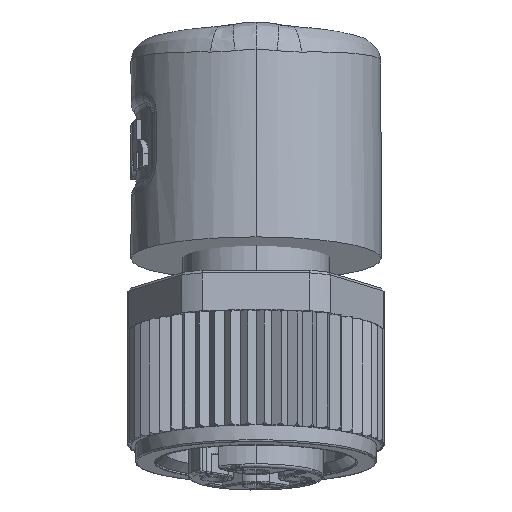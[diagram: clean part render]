
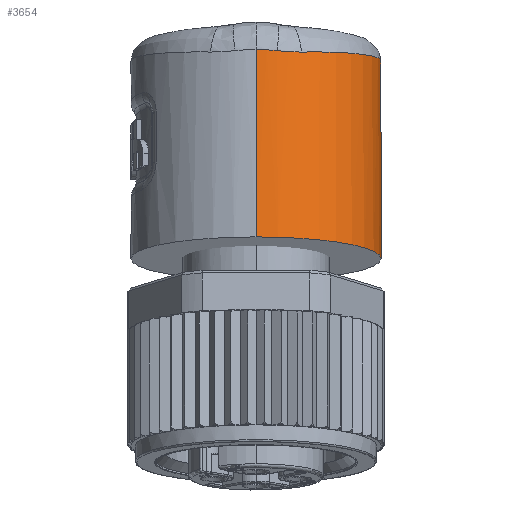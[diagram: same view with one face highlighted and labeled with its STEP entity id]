
A CAD part, front view. The second image highlights one B-rep face of the part: STEP entity #3654.
In plain terms, the highlighted cylindrical face has radius 7.5 mm (diameter 15 mm), a partial arc.
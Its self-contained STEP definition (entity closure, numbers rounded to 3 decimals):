
#3654=ADVANCED_FACE('',(#7316),#7317,.T.);
#7316=FACE_OUTER_BOUND('',#23309,.T.);
#7317=CYLINDRICAL_SURFACE('',#23310,7.5);
#23309=EDGE_LOOP('',(#35127,#35128,#35129,#35130,#35131,#35132,#35133,#35134,#35135,#35136,#35137));
#23310=AXIS2_PLACEMENT_3D('',#35138,#35139,#35140);
#35127=ORIENTED_EDGE('',*,*,#39436,.F.);
#35128=ORIENTED_EDGE('',*,*,#39440,.F.);
#35129=ORIENTED_EDGE('',*,*,#39577,.F.);
#35130=ORIENTED_EDGE('',*,*,#39578,.F.);
#35131=ORIENTED_EDGE('',*,*,#39579,.F.);
#35132=ORIENTED_EDGE('',*,*,#39442,.F.);
#35133=ORIENTED_EDGE('',*,*,#39432,.F.);
#35134=ORIENTED_EDGE('',*,*,#39580,.F.);
#35135=ORIENTED_EDGE('',*,*,#39487,.T.);
#35136=ORIENTED_EDGE('',*,*,#39581,.T.);
#35137=ORIENTED_EDGE('',*,*,#39429,.F.);
#35138=CARTESIAN_POINT('',(0.0,6.646,-7.682));
#35139=DIRECTION('',(0.0,-0.174,-0.985));
#35140=DIRECTION('',(0.0,-0.985,0.174));
#39429=EDGE_CURVE('',#45310,#45306,#45312,.T.);
#39432=EDGE_CURVE('',#45314,#45316,#45317,.T.);
#39436=EDGE_CURVE('',#45320,#45310,#45322,.T.);
#39440=EDGE_CURVE('',#45326,#45320,#45328,.T.);
#39442=EDGE_CURVE('',#45316,#45330,#45331,.T.);
#39487=EDGE_CURVE('',#45391,#45390,#45393,.T.);
#39577=EDGE_CURVE('',#45519,#45326,#45520,.T.);
#39578=EDGE_CURVE('',#45521,#45519,#45522,.T.);
#39579=EDGE_CURVE('',#45330,#45521,#45523,.T.);
#39580=EDGE_CURVE('',#45391,#45314,#45524,.T.);
#39581=EDGE_CURVE('',#45390,#45306,#45525,.T.);
#45306=VERTEX_POINT('',#57070);
#45310=VERTEX_POINT('',#57098);
#45312=B_SPLINE_CURVE_WITH_KNOTS('',3,(#57104,#57105,#57106,#57107,#57108,#57109,#57110,#57111,#57112,#57113,#57114,#57115,#57116,#57117,#57118,#57119,#57120,#57121,#57122,#57123,#57124,#57125),.UNSPECIFIED.,.F.,.F.,(4,1,1,1,1,1,1,1,1,1,1,1,1,1,1,1,1,1,1,4),(0.0,0.053,0.105,0.158,0.211,0.263,0.316,0.368,0.421,0.474,0.526,0.579,0.632,0.684,0.737,0.789,0.842,0.895,0.947,1.0),.UNSPECIFIED.);
#45314=VERTEX_POINT('',#57127);
#45316=VERTEX_POINT('',#57135);
#45317=B_SPLINE_CURVE_WITH_KNOTS('',3,(#57136,#57137,#57138,#57139,#57140,#57141,#57142,#57143),.UNSPECIFIED.,.F.,.F.,(4,1,1,1,1,4),(0.0,0.203,0.406,0.606,0.804,1.0),.UNSPECIFIED.);
#45320=VERTEX_POINT('',#57152);
#45322=B_SPLINE_CURVE_WITH_KNOTS('',3,(#57157,#57158,#57159,#57160,#57161,#57162),.UNSPECIFIED.,.F.,.F.,(4,1,1,4),(0.0,0.333,0.667,1.0),.UNSPECIFIED.);
#45326=VERTEX_POINT('',#57171);
#45328=B_SPLINE_CURVE_WITH_KNOTS('',3,(#57176,#57177,#57178,#57179,#57180,#57181),.UNSPECIFIED.,.F.,.F.,(4,1,1,4),(0.0,0.333,0.667,1.0),.UNSPECIFIED.);
#45330=VERTEX_POINT('',#57183);
#45331=B_SPLINE_CURVE_WITH_KNOTS('',3,(#57184,#57185,#57186,#57187,#57188,#57189),.UNSPECIFIED.,.F.,.F.,(4,1,1,4),(0.0,0.333,0.667,1.0),.UNSPECIFIED.);
#45390=VERTEX_POINT('',#57378);
#45391=VERTEX_POINT('',#57379);
#45393=CIRCLE('',#57381,7.5);
#45519=VERTEX_POINT('',#58092);
#45520=B_SPLINE_CURVE_WITH_KNOTS('',3,(#58093,#58094,#58095,#58096,#58097,#58098),.UNSPECIFIED.,.F.,.F.,(4,1,1,4),(0.0,0.333,0.667,1.0),.UNSPECIFIED.);
#45521=VERTEX_POINT('',#58099);
#45522=B_SPLINE_CURVE_WITH_KNOTS('',3,(#58100,#58101,#58102,#58103,#58104,#58105),.UNSPECIFIED.,.F.,.F.,(4,1,1,4),(0.0,0.333,0.667,1.0),.UNSPECIFIED.);
#45523=B_SPLINE_CURVE_WITH_KNOTS('',3,(#58106,#58107,#58108,#58109,#58110,#58111,#58112,#58113,#58114,#58115,#58116,#58117,#58118,#58119,#58120),.UNSPECIFIED.,.F.,.F.,(4,1,1,1,1,1,1,1,1,1,1,1,4),(0.0,0.083,0.167,0.25,0.333,0.417,0.5,0.583,0.667,0.75,0.833,0.917,1.0),.UNSPECIFIED.);
#45524=LINE('',#58121,#58122);
#45525=LINE('',#58123,#58124);
#57070=CARTESIAN_POINT('',(0.,14.348,-7.187));
#57098=CARTESIAN_POINT('',(6.536,11.568,-0.949));
#57104=CARTESIAN_POINT('',(6.536,11.568,-0.949));
#57105=CARTESIAN_POINT('',(6.52,11.574,-1.077));
#57106=CARTESIAN_POINT('',(6.481,11.598,-1.342));
#57107=CARTESIAN_POINT('',(6.394,11.67,-1.769));
#57108=CARTESIAN_POINT('',(6.273,11.784,-2.227));
#57109=CARTESIAN_POINT('',(6.109,11.942,-2.719));
#57110=CARTESIAN_POINT('',(5.893,12.145,-3.24));
#57111=CARTESIAN_POINT('',(5.622,12.382,-3.772));
#57112=CARTESIAN_POINT('',(5.296,12.642,-4.298));
#57113=CARTESIAN_POINT('',(4.928,12.904,-4.791));
#57114=CARTESIAN_POINT('',(4.528,13.155,-5.239));
#57115=CARTESIAN_POINT('',(4.105,13.387,-5.637));
#57116=CARTESIAN_POINT('',(3.667,13.595,-5.984));
#57117=CARTESIAN_POINT('',(3.219,13.777,-6.282));
#57118=CARTESIAN_POINT('',(2.764,13.934,-6.534));
#57119=CARTESIAN_POINT('',(2.305,14.064,-6.741));
#57120=CARTESIAN_POINT('',(1.844,14.169,-6.907));
#57121=CARTESIAN_POINT('',(1.381,14.25,-7.034));
#57122=CARTESIAN_POINT('',(0.918,14.307,-7.123));
#57123=CARTESIAN_POINT('',(0.457,14.341,-7.175));
#57124=CARTESIAN_POINT('',(0.152,14.348,-7.187));
#57125=CARTESIAN_POINT('',(0.,14.348,-7.187));
#57127=CARTESIAN_POINT('',(0.,1.239,4.847));
#57135=CARTESIAN_POINT('',(1.266,1.337,4.784));
#57136=CARTESIAN_POINT('',(0.,1.239,4.847));
#57137=CARTESIAN_POINT('',(0.086,1.239,4.847));
#57138=CARTESIAN_POINT('',(0.259,1.242,4.846));
#57139=CARTESIAN_POINT('',(0.516,1.254,4.839));
#57140=CARTESIAN_POINT('',(0.769,1.274,4.828));
#57141=CARTESIAN_POINT('',(1.019,1.302,4.81));
#57142=CARTESIAN_POINT('',(1.184,1.325,4.794));
#57143=CARTESIAN_POINT('',(1.266,1.337,4.784));
#57152=CARTESIAN_POINT('',(6.569,11.604,-0.401));
#57157=CARTESIAN_POINT('',(6.569,11.604,-0.401));
#57158=CARTESIAN_POINT('',(6.569,11.594,-0.458));
#57159=CARTESIAN_POINT('',(6.568,11.576,-0.576));
#57160=CARTESIAN_POINT('',(6.557,11.563,-0.758));
#57161=CARTESIAN_POINT('',(6.544,11.565,-0.885));
#57162=CARTESIAN_POINT('',(6.536,11.568,-0.949));
#57171=CARTESIAN_POINT('',(6.561,11.795,0.599));
#57176=CARTESIAN_POINT('',(6.561,11.795,0.599));
#57177=CARTESIAN_POINT('',(6.562,11.774,0.488));
#57178=CARTESIAN_POINT('',(6.564,11.732,0.266));
#57179=CARTESIAN_POINT('',(6.567,11.667,-0.067));
#57180=CARTESIAN_POINT('',(6.568,11.625,-0.29));
#57181=CARTESIAN_POINT('',(6.569,11.604,-0.401));
#57183=CARTESIAN_POINT('',(2.72,1.732,4.701));
#57184=CARTESIAN_POINT('',(1.266,1.337,4.784));
#57185=CARTESIAN_POINT('',(1.44,1.364,4.765));
#57186=CARTESIAN_POINT('',(1.781,1.43,4.731));
#57187=CARTESIAN_POINT('',(2.267,1.564,4.702));
#57188=CARTESIAN_POINT('',(2.572,1.673,4.699));
#57189=CARTESIAN_POINT('',(2.72,1.732,4.701));
#57378=CARTESIAN_POINT('',(0.,14.032,-8.984));
#57379=CARTESIAN_POINT('',(0.0,-0.741,-6.379));
#57381=AXIS2_PLACEMENT_3D('',#64312,#64313,#64314);
#58092=CARTESIAN_POINT('',(6.507,12.012,1.274));
#58093=CARTESIAN_POINT('',(6.507,12.012,1.274));
#58094=CARTESIAN_POINT('',(6.519,11.977,1.194));
#58095=CARTESIAN_POINT('',(6.539,11.913,1.038));
#58096=CARTESIAN_POINT('',(6.556,11.841,0.812));
#58097=CARTESIAN_POINT('',(6.561,11.808,0.669));
#58098=CARTESIAN_POINT('',(6.561,11.795,0.599));
#58099=CARTESIAN_POINT('',(5.818,13.425,3.511));
#58100=CARTESIAN_POINT('',(5.818,13.425,3.511));
#58101=CARTESIAN_POINT('',(5.945,13.22,3.248));
#58102=CARTESIAN_POINT('',(6.158,12.838,2.731));
#58103=CARTESIAN_POINT('',(6.378,12.363,1.986));
#58104=CARTESIAN_POINT('',(6.471,12.117,1.509));
#58105=CARTESIAN_POINT('',(6.507,12.012,1.274));
#58106=CARTESIAN_POINT('',(2.72,1.732,4.701));
#58107=CARTESIAN_POINT('',(3.086,1.877,4.707));
#58108=CARTESIAN_POINT('',(3.796,2.226,4.71));
#58109=CARTESIAN_POINT('',(4.763,2.904,4.689));
#58110=CARTESIAN_POINT('',(5.613,3.722,4.644));
#58111=CARTESIAN_POINT('',(6.321,4.651,4.577));
#58112=CARTESIAN_POINT('',(6.89,5.702,4.488));
#58113=CARTESIAN_POINT('',(7.282,6.819,4.381));
#58114=CARTESIAN_POINT('',(7.492,7.984,4.257));
#58115=CARTESIAN_POINT('',(7.52,9.138,4.124));
#58116=CARTESIAN_POINT('',(7.361,10.32,3.976));
#58117=CARTESIAN_POINT('',(7.019,11.445,3.823));
#58118=CARTESIAN_POINT('',(6.508,12.494,3.667));
#58119=CARTESIAN_POINT('',(6.063,13.128,3.563));
#58120=CARTESIAN_POINT('',(5.818,13.425,3.511));
#58121=CARTESIAN_POINT('',(0.0,-0.741,-6.379));
#58122=VECTOR('',#64334,11.4);
#58123=CARTESIAN_POINT('',(0.,14.032,-8.984));
#58124=VECTOR('',#64335,1.825);
#64312=CARTESIAN_POINT('',(0.0,6.646,-7.682));
#64313=DIRECTION('',(0.0,0.174,0.985));
#64314=DIRECTION('',(0.0,-0.985,0.174));
#64334=DIRECTION('',(0.,0.174,0.985));
#64335=DIRECTION('',(0.,0.174,0.985));
